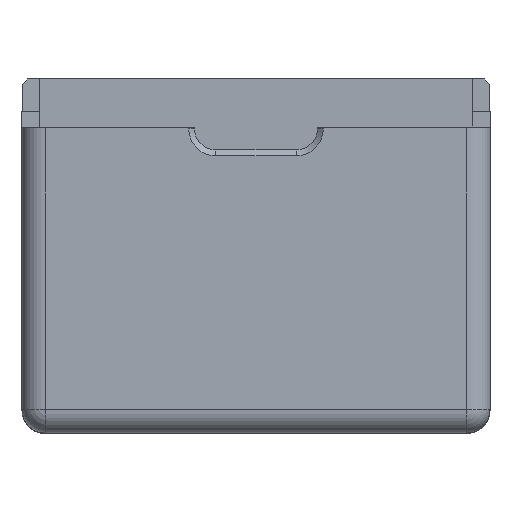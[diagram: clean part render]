
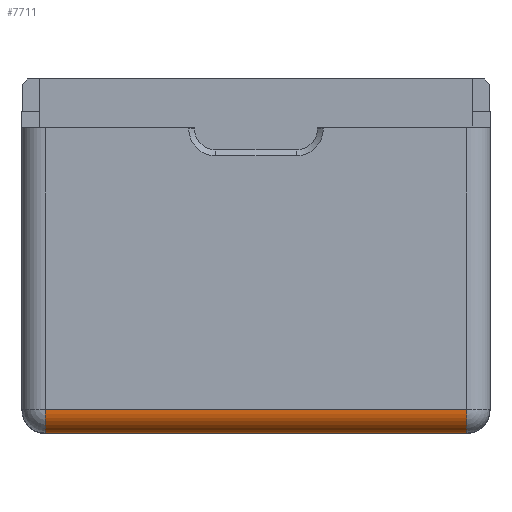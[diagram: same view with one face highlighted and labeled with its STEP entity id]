
A CAD part, front view. The second image highlights one B-rep face of the part: STEP entity #7711.
In plain terms, the highlighted cylindrical face has radius 2 mm (diameter 4 mm), a partial arc.
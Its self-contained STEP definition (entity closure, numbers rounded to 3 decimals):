
#1123 = PLANE('',#1124);
#1124 = AXIS2_PLACEMENT_3D('',#1125,#1126,#1127);
#1125 = CARTESIAN_POINT('',(0.,-60.75,-4.25));
#1126 = DIRECTION('',(-0.,-1.,-0.));
#1127 = DIRECTION('',(0.,0.,-1.));
#1244 = VERTEX_POINT('',#1245);
#1245 = CARTESIAN_POINT('',(-18.,-60.75,-18.5));
#1283 = SPHERICAL_SURFACE('',#1284,2.);
#1284 = AXIS2_PLACEMENT_3D('',#1285,#1286,#1287);
#1285 = CARTESIAN_POINT('',(-18.,-58.75,-18.5));
#1286 = DIRECTION('',(0.,1.,0.));
#1287 = DIRECTION('',(0.,0.,-1.));
#1300 = VERTEX_POINT('',#1301);
#1301 = CARTESIAN_POINT('',(-18.,-58.75,-20.5));
#1339 = PLANE('',#1340);
#1340 = AXIS2_PLACEMENT_3D('',#1341,#1342,#1343);
#1341 = CARTESIAN_POINT('',(0.,0.,-20.5));
#1342 = DIRECTION('',(0.,0.,1.));
#1343 = DIRECTION('',(1.,0.,0.));
#3533 = EDGE_CURVE('',#3534,#1244,#3536,.T.);
#3534 = VERTEX_POINT('',#3535);
#3535 = CARTESIAN_POINT('',(18.,-60.75,-18.5));
#3536 = SURFACE_CURVE('',#3537,(#3541,#3548),.PCURVE_S1.);
#3537 = LINE('',#3538,#3539);
#3538 = CARTESIAN_POINT('',(20.,-60.75,-18.5));
#3539 = VECTOR('',#3540,1.);
#3540 = DIRECTION('',(-1.,0.,0.));
#3541 = PCURVE('',#1123,#3542);
#3542 = DEFINITIONAL_REPRESENTATION('',(#3543),#3547);
#3543 = LINE('',#3544,#3545);
#3544 = CARTESIAN_POINT('',(14.25,20.));
#3545 = VECTOR('',#3546,1.);
#3546 = DIRECTION('',(0.,-1.));
#3547 = ( GEOMETRIC_REPRESENTATION_CONTEXT(2) 
PARAMETRIC_REPRESENTATION_CONTEXT() REPRESENTATION_CONTEXT('2D SPACE',''
  ) );
#3548 = PCURVE('',#3549,#3554);
#3549 = CYLINDRICAL_SURFACE('',#3550,2.);
#3550 = AXIS2_PLACEMENT_3D('',#3551,#3552,#3553);
#3551 = CARTESIAN_POINT('',(20.,-58.75,-18.5));
#3552 = DIRECTION('',(-1.,0.,0.));
#3553 = DIRECTION('',(0.,-1.,0.));
#3554 = DEFINITIONAL_REPRESENTATION('',(#3555),#3559);
#3555 = LINE('',#3556,#3557);
#3556 = CARTESIAN_POINT('',(-0.,0.));
#3557 = VECTOR('',#3558,1.);
#3558 = DIRECTION('',(-0.,1.));
#3559 = ( GEOMETRIC_REPRESENTATION_CONTEXT(2) 
PARAMETRIC_REPRESENTATION_CONTEXT() REPRESENTATION_CONTEXT('2D SPACE',''
  ) );
#3613 = EDGE_CURVE('',#1244,#1300,#3614,.T.);
#3614 = SURFACE_CURVE('',#3615,(#3620,#3627),.PCURVE_S1.);
#3615 = CIRCLE('',#3616,2.);
#3616 = AXIS2_PLACEMENT_3D('',#3617,#3618,#3619);
#3617 = CARTESIAN_POINT('',(-18.,-58.75,-18.5));
#3618 = DIRECTION('',(1.,-0.,0.));
#3619 = DIRECTION('',(0.,0.,-1.));
#3620 = PCURVE('',#1283,#3621);
#3621 = DEFINITIONAL_REPRESENTATION('',(#3622),#3626);
#3622 = LINE('',#3623,#3624);
#3623 = CARTESIAN_POINT('',(0.,-6.283));
#3624 = VECTOR('',#3625,1.);
#3625 = DIRECTION('',(0.,1.));
#3626 = ( GEOMETRIC_REPRESENTATION_CONTEXT(2) 
PARAMETRIC_REPRESENTATION_CONTEXT() REPRESENTATION_CONTEXT('2D SPACE',''
  ) );
#3627 = PCURVE('',#3549,#3628);
#3628 = DEFINITIONAL_REPRESENTATION('',(#3629),#3633);
#3629 = LINE('',#3630,#3631);
#3630 = CARTESIAN_POINT('',(4.712,38.));
#3631 = VECTOR('',#3632,1.);
#3632 = DIRECTION('',(-1.,0.));
#3633 = ( GEOMETRIC_REPRESENTATION_CONTEXT(2) 
PARAMETRIC_REPRESENTATION_CONTEXT() REPRESENTATION_CONTEXT('2D SPACE',''
  ) );
#3797 = EDGE_CURVE('',#3798,#1300,#3800,.T.);
#3798 = VERTEX_POINT('',#3799);
#3799 = CARTESIAN_POINT('',(18.,-58.75,-20.5));
#3800 = SURFACE_CURVE('',#3801,(#3805,#3812),.PCURVE_S1.);
#3801 = LINE('',#3802,#3803);
#3802 = CARTESIAN_POINT('',(20.,-58.75,-20.5));
#3803 = VECTOR('',#3804,1.);
#3804 = DIRECTION('',(-1.,0.,0.));
#3805 = PCURVE('',#1339,#3806);
#3806 = DEFINITIONAL_REPRESENTATION('',(#3807),#3811);
#3807 = LINE('',#3808,#3809);
#3808 = CARTESIAN_POINT('',(20.,-58.75));
#3809 = VECTOR('',#3810,1.);
#3810 = DIRECTION('',(-1.,0.));
#3811 = ( GEOMETRIC_REPRESENTATION_CONTEXT(2) 
PARAMETRIC_REPRESENTATION_CONTEXT() REPRESENTATION_CONTEXT('2D SPACE',''
  ) );
#3812 = PCURVE('',#3549,#3813);
#3813 = DEFINITIONAL_REPRESENTATION('',(#3814),#3818);
#3814 = LINE('',#3815,#3816);
#3815 = CARTESIAN_POINT('',(-1.571,0.));
#3816 = VECTOR('',#3817,1.);
#3817 = DIRECTION('',(-0.,1.));
#3818 = ( GEOMETRIC_REPRESENTATION_CONTEXT(2) 
PARAMETRIC_REPRESENTATION_CONTEXT() REPRESENTATION_CONTEXT('2D SPACE',''
  ) );
#7677 = SPHERICAL_SURFACE('',#7678,2.);
#7678 = AXIS2_PLACEMENT_3D('',#7679,#7680,#7681);
#7679 = CARTESIAN_POINT('',(18.,-58.75,-18.5));
#7680 = DIRECTION('',(0.,1.,0.));
#7681 = DIRECTION('',(0.,0.,-1.));
#7711 = ADVANCED_FACE('',(#7712),#3549,.T.);
#7712 = FACE_BOUND('',#7713,.F.);
#7713 = EDGE_LOOP('',(#7714,#7736,#7737,#7738));
#7714 = ORIENTED_EDGE('',*,*,#7715,.T.);
#7715 = EDGE_CURVE('',#3534,#3798,#7716,.T.);
#7716 = SURFACE_CURVE('',#7717,(#7722,#7729),.PCURVE_S1.);
#7717 = CIRCLE('',#7718,2.);
#7718 = AXIS2_PLACEMENT_3D('',#7719,#7720,#7721);
#7719 = CARTESIAN_POINT('',(18.,-58.75,-18.5));
#7720 = DIRECTION('',(1.,-0.,0.));
#7721 = DIRECTION('',(0.,0.,-1.));
#7722 = PCURVE('',#3549,#7723);
#7723 = DEFINITIONAL_REPRESENTATION('',(#7724),#7728);
#7724 = LINE('',#7725,#7726);
#7725 = CARTESIAN_POINT('',(4.712,2.));
#7726 = VECTOR('',#7727,1.);
#7727 = DIRECTION('',(-1.,0.));
#7728 = ( GEOMETRIC_REPRESENTATION_CONTEXT(2) 
PARAMETRIC_REPRESENTATION_CONTEXT() REPRESENTATION_CONTEXT('2D SPACE',''
  ) );
#7729 = PCURVE('',#7677,#7730);
#7730 = DEFINITIONAL_REPRESENTATION('',(#7731),#7735);
#7731 = LINE('',#7732,#7733);
#7732 = CARTESIAN_POINT('',(-0.,-6.283));
#7733 = VECTOR('',#7734,1.);
#7734 = DIRECTION('',(-0.,1.));
#7735 = ( GEOMETRIC_REPRESENTATION_CONTEXT(2) 
PARAMETRIC_REPRESENTATION_CONTEXT() REPRESENTATION_CONTEXT('2D SPACE',''
  ) );
#7736 = ORIENTED_EDGE('',*,*,#3797,.T.);
#7737 = ORIENTED_EDGE('',*,*,#3613,.F.);
#7738 = ORIENTED_EDGE('',*,*,#3533,.F.);
